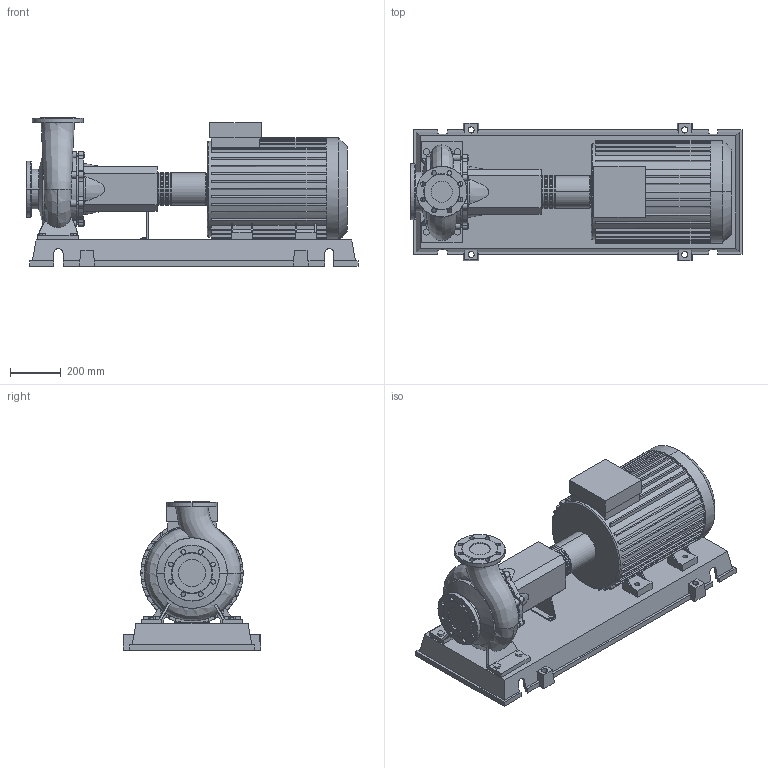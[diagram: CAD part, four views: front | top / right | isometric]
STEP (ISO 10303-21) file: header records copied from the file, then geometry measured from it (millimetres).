
FILE_DESCRIPTION((''),'2;1');
FILE_NAME('3d_NL80_250-30-2-05-4109274.stp','2015-03-03T07:54:29',(''),(''),'Mechanical Desktop 2009','Mechanical Desktop 2009',', , ');
FILE_SCHEMA(('CONFIG_CONTROL_DESIGN'));
Length unit declared in the file: millimetre
Products named in the file (1): Product
Bounding box: 1305 x 540 x 583 mm (x, y, z)
Volume: 106241977.3 mm3; surface area: 4497473 mm2
Topology: 11 solids, 11 shells, 841 faces, 2268 edges, 1493 vertices
Faces by surface type: plane 431, cylinder 229, bspline 153, cone 14, torus 14
Full cylindrical faces by diameter (mm): 277 x1
Entity records: 30963 total; most frequent: CARTESIAN_POINT 9621, ORIENTED_EDGE 4538, DIRECTION 4288, EDGE_CURVE 2269, VERTEX_POINT 1490, AXIS2_PLACEMENT_3D 1440, VECTOR 1408, LINE 1408
